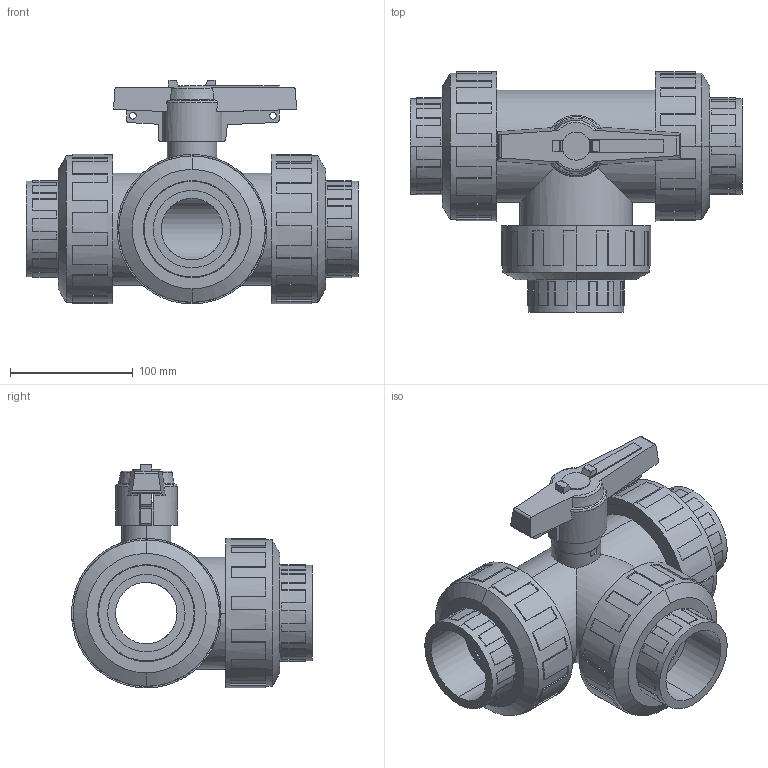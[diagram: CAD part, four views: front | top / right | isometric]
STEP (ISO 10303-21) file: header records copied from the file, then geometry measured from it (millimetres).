
FILE_DESCRIPTION(('STEP AP214'),'1');
FILE_NAME('cctmp_BA0EBBC9-6A95-442E-AB95-E75CE88E7D08_2021_10_21_10_37_04_0900..stp','2021-10-21T08:37:05',('Praher Valves GmbH'),('CADClick - www.CADClick.com'),'Spatial InterOp 3D',' ','unknown authorization');
FILE_SCHEMA(('AUTOMOTIVE_DESIGN'));
Length unit declared in the file: millimetre
Products named in the file (1): 120772
Bounding box: 270 x 195.75 x 181.92 mm (x, y, z)
Volume: 2129690.2 mm3; surface area: 341039.3 mm2
Topology: 1 solids, 1 shells, 565 faces, 1596 edges, 1053 vertices
Faces by surface type: plane 441, cylinder 98, cone 18, torus 8
Entity records: 23353 total; most frequent: CARTESIAN_POINT 3688, DIRECTION 3250, ORIENTED_EDGE 3192, EDGE_CURVE 1596, AXIS2_PLACEMENT_3D 1132, VERTEX_POINT 1053, LINE 986, VECTOR 986
